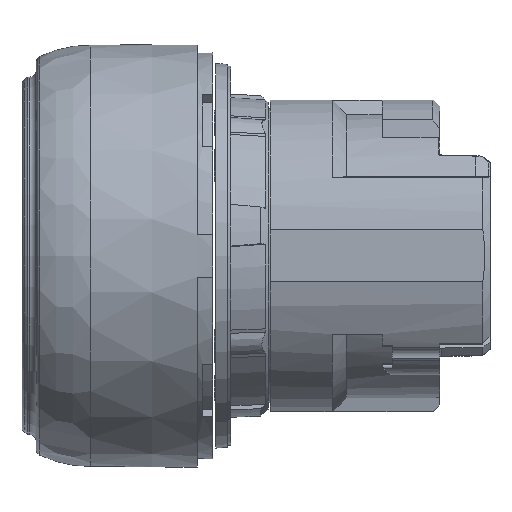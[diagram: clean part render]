
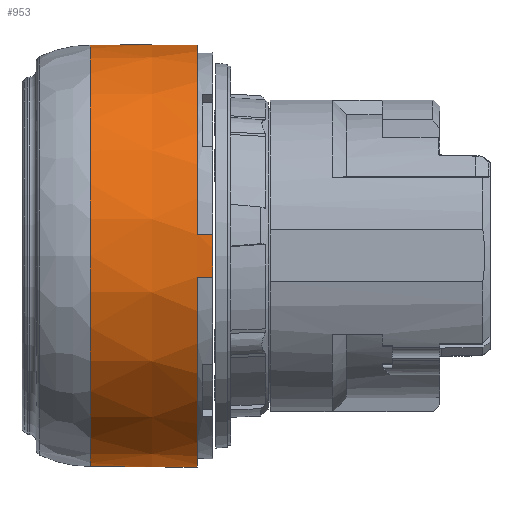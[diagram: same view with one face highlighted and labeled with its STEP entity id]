
A CAD part, left-side view. The second image highlights one B-rep face of the part: STEP entity #953.
In plain terms, the highlighted conical face has half-angle 0.5 degrees and reference radius 14.731 mm.
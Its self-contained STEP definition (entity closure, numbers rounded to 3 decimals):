
#117=CONICAL_SURFACE('',#6466,14.731,0.5);
#194=B_SPLINE_CURVE_WITH_KNOTS('',3,(#10036,#10037,#10038,#10039),
 .UNSPECIFIED.,.F.,.F.,(4,4),(0.,1.),.UNSPECIFIED.);
#195=B_SPLINE_CURVE_WITH_KNOTS('',3,(#10044,#10045,#10046,#10047),
 .UNSPECIFIED.,.F.,.F.,(4,4),(0.,1.),.UNSPECIFIED.);
#196=B_SPLINE_CURVE_WITH_KNOTS('',3,(#10056,#10057,#10058,#10059),
 .UNSPECIFIED.,.F.,.F.,(4,4),(0.,1.),.UNSPECIFIED.);
#197=B_SPLINE_CURVE_WITH_KNOTS('',3,(#10226,#10227,#10228,#10229),
 .UNSPECIFIED.,.F.,.F.,(4,4),(0.,1.),.UNSPECIFIED.);
#953=ADVANCED_FACE('',(#2019,#2020),#117,.T.);
#2019=FACE_BOUND('',#2242,.T.);
#2020=FACE_BOUND('',#2243,.T.);
#2242=EDGE_LOOP('',(#3347));
#2243=EDGE_LOOP('',(#3348,#3349,#3350,#3351,#3352,#3353,#3354,#3355));
#3347=ORIENTED_EDGE('',*,*,#5247,.T.);
#3348=ORIENTED_EDGE('',*,*,#5249,.T.);
#3349=ORIENTED_EDGE('',*,*,#5218,.F.);
#3350=ORIENTED_EDGE('',*,*,#5238,.F.);
#3351=ORIENTED_EDGE('',*,*,#5286,.T.);
#3352=ORIENTED_EDGE('',*,*,#5221,.T.);
#3353=ORIENTED_EDGE('',*,*,#5214,.F.);
#3354=ORIENTED_EDGE('',*,*,#5227,.F.);
#3355=ORIENTED_EDGE('',*,*,#5212,.T.);
#4397=VERTEX_POINT('',#10031);
#4399=VERTEX_POINT('',#10035);
#4400=VERTEX_POINT('',#10042);
#4402=VERTEX_POINT('',#10048);
#4404=VERTEX_POINT('',#10054);
#4406=VERTEX_POINT('',#10060);
#4408=VERTEX_POINT('',#10066);
#4422=VERTEX_POINT('',#10097);
#4430=VERTEX_POINT('',#10116);
#5212=EDGE_CURVE('',#4397,#4399,#194,.T.);
#5214=EDGE_CURVE('',#4400,#4402,#195,.T.);
#5218=EDGE_CURVE('',#4404,#4406,#196,.T.);
#5221=EDGE_CURVE('',#4408,#4402,#5849,.T.);
#5227=EDGE_CURVE('',#4397,#4400,#5853,.T.);
#5238=EDGE_CURVE('',#4422,#4404,#5859,.T.);
#5247=EDGE_CURVE('',#4430,#4430,#5865,.T.);
#5249=EDGE_CURVE('',#4399,#4406,#5867,.T.);
#5286=EDGE_CURVE('',#4422,#4408,#197,.T.);
#5849=CIRCLE('',#6409,14.731);
#5853=CIRCLE('',#6414,14.74);
#5859=CIRCLE('',#6420,14.74);
#5865=CIRCLE('',#6427,14.666);
#5867=CIRCLE('',#6429,14.731);
#6409=AXIS2_PLACEMENT_3D('',#10065,#7697,#7698);
#6414=AXIS2_PLACEMENT_3D('',#10077,#7709,#7710);
#6420=AXIS2_PLACEMENT_3D('',#10098,#7726,#7727);
#6427=AXIS2_PLACEMENT_3D('',#10115,#7743,#7744);
#6429=AXIS2_PLACEMENT_3D('',#10146,#7747,#7748);
#6466=AXIS2_PLACEMENT_3D('',#10231,#7846,#7847);
#7697=DIRECTION('',(0.,1.,0.));
#7698=DIRECTION('',(0.,0.,-1.));
#7709=DIRECTION('',(0.,-1.,0.));
#7710=DIRECTION('',(0.,0.,-1.));
#7726=DIRECTION('',(0.,-1.,0.));
#7727=DIRECTION('',(0.,0.,-1.));
#7743=DIRECTION('',(0.,-1.,0.));
#7744=DIRECTION('',(0.,0.,1.));
#7747=DIRECTION('',(0.,1.,0.));
#7748=DIRECTION('',(0.,0.,-1.));
#7846=DIRECTION('',(0.,-1.,0.));
#7847=DIRECTION('',(0.,0.,-1.));
#10031=CARTESIAN_POINT('',(14.665,15.8,-1.49));
#10035=CARTESIAN_POINT('',(14.655,16.9,-1.49));
#10036=CARTESIAN_POINT('',(14.665,15.8,-1.49));
#10037=CARTESIAN_POINT('',(14.662,16.167,-1.49));
#10038=CARTESIAN_POINT('',(14.658,16.533,-1.49));
#10039=CARTESIAN_POINT('',(14.655,16.9,-1.49));
#10042=CARTESIAN_POINT('',(14.665,15.8,1.49));
#10044=CARTESIAN_POINT('',(14.665,15.8,1.49));
#10045=CARTESIAN_POINT('',(14.662,16.167,1.49));
#10046=CARTESIAN_POINT('',(14.658,16.533,1.49));
#10047=CARTESIAN_POINT('',(14.655,16.9,1.49));
#10048=CARTESIAN_POINT('',(14.655,16.9,1.49));
#10054=CARTESIAN_POINT('',(-14.665,15.8,-1.49));
#10056=CARTESIAN_POINT('',(-14.665,15.8,-1.49));
#10057=CARTESIAN_POINT('',(-14.662,16.167,-1.49));
#10058=CARTESIAN_POINT('',(-14.658,16.533,-1.49));
#10059=CARTESIAN_POINT('',(-14.655,16.9,-1.49));
#10060=CARTESIAN_POINT('',(-14.655,16.9,-1.49));
#10065=CARTESIAN_POINT('',(0.,16.9,0.));
#10066=CARTESIAN_POINT('',(-14.655,16.9,1.49));
#10077=CARTESIAN_POINT('',(0.,15.8,0.));
#10097=CARTESIAN_POINT('',(-14.665,15.8,1.49));
#10098=CARTESIAN_POINT('',(0.,15.8,0.));
#10115=CARTESIAN_POINT('',(0.,24.333,0.));
#10116=CARTESIAN_POINT('',(0.,24.333,14.666));
#10146=CARTESIAN_POINT('',(0.,16.9,0.));
#10226=CARTESIAN_POINT('',(-14.665,15.8,1.49));
#10227=CARTESIAN_POINT('',(-14.662,16.167,1.49));
#10228=CARTESIAN_POINT('',(-14.658,16.533,1.49));
#10229=CARTESIAN_POINT('',(-14.655,16.9,1.49));
#10231=CARTESIAN_POINT('',(0.,16.9,0.));
